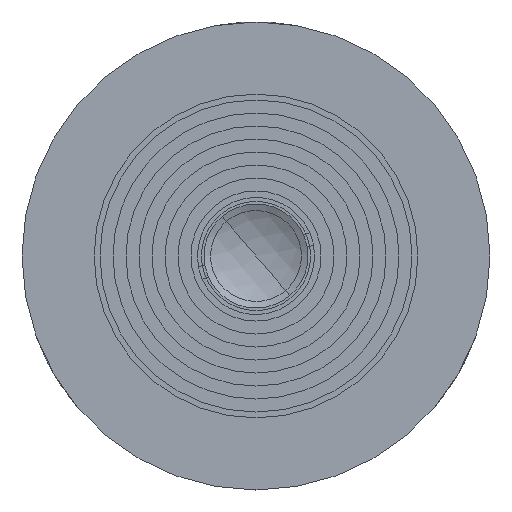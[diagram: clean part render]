
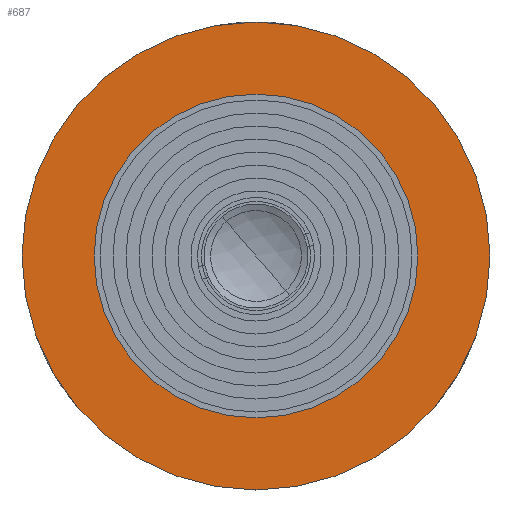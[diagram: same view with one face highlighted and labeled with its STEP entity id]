
A CAD part, left-side view. The second image highlights one B-rep face of the part: STEP entity #687.
In plain terms, the highlighted planar face has unit normal (-1, 0, 0).
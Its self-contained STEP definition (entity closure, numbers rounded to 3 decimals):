
#26 = EDGE_LOOP ( 'NONE', ( #1702, #335 ) ) ;
#71 = AXIS2_PLACEMENT_3D ( 'NONE', #871, #2512, #551 ) ;
#182 = EDGE_CURVE ( 'NONE', #3161, #707, #507, .T. ) ;
#220 = DIRECTION ( 'NONE',  ( 0., 0., 1. ) ) ;
#227 = CARTESIAN_POINT ( 'NONE',  ( 0., 0., 0. ) ) ;
#245 = FACE_OUTER_BOUND ( 'NONE', #2694, .T. ) ;
#259 = DIRECTION ( 'NONE',  ( -1., 0., 0. ) ) ;
#295 = CARTESIAN_POINT ( 'NONE',  ( 0., 0., 0. ) ) ;
#335 = ORIENTED_EDGE ( 'NONE', *, *, #761, .F. ) ;
#413 = CIRCLE ( 'NONE', #1807, 18. ) ;
#507 = CIRCLE ( 'NONE', #3002, 12.45 ) ;
#551 = DIRECTION ( 'NONE',  ( 0., 0., -1. ) ) ;
#656 = CIRCLE ( 'NONE', #1755, 12.45 ) ;
#687 = ADVANCED_FACE ( 'NONE', ( #3338, #245 ), #1972, .F. ) ;
#707 = VERTEX_POINT ( 'NONE', #1951 ) ;
#708 = EDGE_CURVE ( 'NONE', #3430, #3011, #413, .T. ) ;
#761 = EDGE_CURVE ( 'NONE', #707, #3161, #656, .T. ) ;
#871 = CARTESIAN_POINT ( 'NONE',  ( 0., 18., 0. ) ) ;
#1061 = DIRECTION ( 'NONE',  ( 0., 0., 1. ) ) ;
#1077 = DIRECTION ( 'NONE',  ( 0., 0., 1. ) ) ;
#1100 = DIRECTION ( 'NONE',  ( 0., 0., 1. ) ) ;
#1331 = DIRECTION ( 'NONE',  ( -1., 0., 0. ) ) ;
#1406 = CARTESIAN_POINT ( 'NONE',  ( 0., 0., 0. ) ) ;
#1702 = ORIENTED_EDGE ( 'NONE', *, *, #182, .F. ) ;
#1755 = AXIS2_PLACEMENT_3D ( 'NONE', #1406, #259, #1061 ) ;
#1807 = AXIS2_PLACEMENT_3D ( 'NONE', #227, #1331, #1100 ) ;
#1951 = CARTESIAN_POINT ( 'NONE',  ( 0., 0., -12.45 ) ) ;
#1972 = PLANE ( 'NONE',  #71 ) ;
#2198 = EDGE_CURVE ( 'NONE', #3011, #3430, #2582, .T. ) ;
#2394 = CARTESIAN_POINT ( 'NONE',  ( 0., 0., 0. ) ) ;
#2512 = DIRECTION ( 'NONE',  ( 1., 0., 0. ) ) ;
#2582 = CIRCLE ( 'NONE', #3574, 18. ) ;
#2605 = CARTESIAN_POINT ( 'NONE',  ( 0., 0., 18. ) ) ;
#2694 = EDGE_LOOP ( 'NONE', ( #3556, #2745 ) ) ;
#2745 = ORIENTED_EDGE ( 'NONE', *, *, #2198, .T. ) ;
#2966 = CARTESIAN_POINT ( 'NONE',  ( 0., 0., 12.45 ) ) ;
#3002 = AXIS2_PLACEMENT_3D ( 'NONE', #295, #3039, #1077 ) ;
#3011 = VERTEX_POINT ( 'NONE', #3266 ) ;
#3039 = DIRECTION ( 'NONE',  ( -1., 0., 0. ) ) ;
#3161 = VERTEX_POINT ( 'NONE', #2966 ) ;
#3257 = DIRECTION ( 'NONE',  ( -1., 0., 0. ) ) ;
#3266 = CARTESIAN_POINT ( 'NONE',  ( 0., 0., -18. ) ) ;
#3338 = FACE_BOUND ( 'NONE', #26, .T. ) ;
#3430 = VERTEX_POINT ( 'NONE', #2605 ) ;
#3556 = ORIENTED_EDGE ( 'NONE', *, *, #708, .T. ) ;
#3574 = AXIS2_PLACEMENT_3D ( 'NONE', #2394, #3257, #220 ) ;
